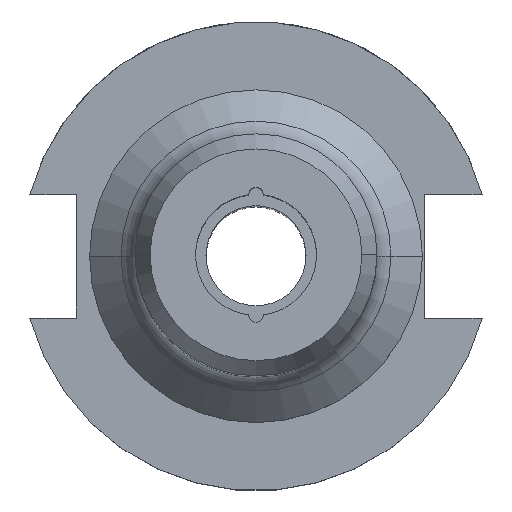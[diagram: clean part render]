
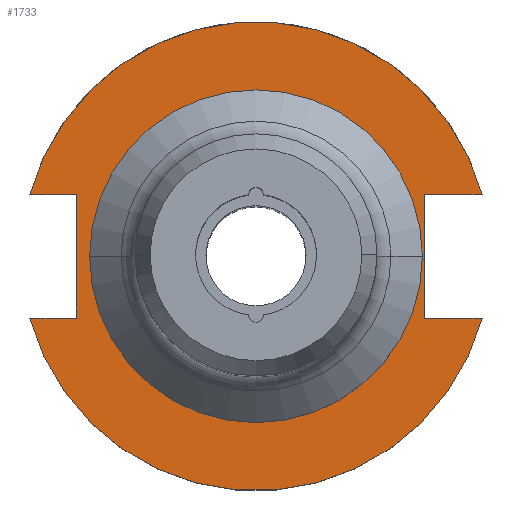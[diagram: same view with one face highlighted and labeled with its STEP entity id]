
A CAD part, top view. The second image highlights one B-rep face of the part: STEP entity #1733.
In plain terms, the highlighted planar face has unit normal (0, 0, 1).
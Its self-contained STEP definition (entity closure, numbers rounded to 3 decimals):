
#6 = DIRECTION ( 'NONE',  ( -1., 0., 0. ) ) ;
#11 = DIRECTION ( 'NONE',  ( 0., -1., 0. ) ) ;
#21 = DIRECTION ( 'NONE',  ( 0., 0., -1. ) ) ;
#26 = CIRCLE ( 'NONE', #1500, 34.925 ) ;
#68 = DIRECTION ( 'NONE',  ( 0., -1., 0. ) ) ;
#136 = PLANE ( 'NONE',  #1800 ) ;
#165 = VERTEX_POINT ( 'NONE', #790 ) ;
#175 = CARTESIAN_POINT ( 'NONE',  ( -48.047, -49.803, 19.05 ) ) ;
#214 = CARTESIAN_POINT ( 'NONE',  ( -37.719, -12.954, 19.05 ) ) ;
#403 = EDGE_LOOP ( 'NONE', ( #1287, #2123, #818, #1137, #1081, #1913, #1862, #557 ) ) ;
#407 = VECTOR ( 'NONE', #6, 1000. ) ;
#410 = LINE ( 'NONE', #1388, #1178 ) ;
#436 = AXIS2_PLACEMENT_3D ( 'NONE', #1813, #1807, #1634 ) ;
#462 = VECTOR ( 'NONE', #1840, 1000. ) ;
#513 = CARTESIAN_POINT ( 'NONE',  ( 0., 0., 19.05 ) ) ;
#520 = ORIENTED_EDGE ( 'NONE', *, *, #1752, .T. ) ;
#554 = CARTESIAN_POINT ( 'NONE',  ( 0., 12.954, 19.05 ) ) ;
#557 = ORIENTED_EDGE ( 'NONE', *, *, #1514, .T. ) ;
#564 = AXIS2_PLACEMENT_3D ( 'NONE', #814, #794, #713 ) ;
#572 = VECTOR ( 'NONE', #1743, 1000. ) ;
#632 = CARTESIAN_POINT ( 'NONE',  ( 0., -12.954, 19.05 ) ) ;
#693 = VERTEX_POINT ( 'NONE', #1633 ) ;
#713 = DIRECTION ( 'NONE',  ( 1., 0., 0. ) ) ;
#722 = DIRECTION ( 'NONE',  ( 1., 0., 0. ) ) ;
#764 = EDGE_CURVE ( 'NONE', #1674, #1261, #1405, .T. ) ;
#790 = CARTESIAN_POINT ( 'NONE',  ( -47.477, -12.954, 19.05 ) ) ;
#794 = DIRECTION ( 'NONE',  ( 0., 0., 1. ) ) ;
#814 = CARTESIAN_POINT ( 'NONE',  ( 0., 0., 19.05 ) ) ;
#818 = ORIENTED_EDGE ( 'NONE', *, *, #1527, .T. ) ;
#853 = LINE ( 'NONE', #632, #407 ) ;
#862 = CARTESIAN_POINT ( 'NONE',  ( 0., -12.954, 19.05 ) ) ;
#907 = DIRECTION ( 'NONE',  ( 0., 1., 0. ) ) ;
#935 = VERTEX_POINT ( 'NONE', #2092 ) ;
#960 = ORIENTED_EDGE ( 'NONE', *, *, #1142, .T. ) ;
#971 = CARTESIAN_POINT ( 'NONE',  ( 47.477, 12.954, 19.05 ) ) ;
#1036 = EDGE_CURVE ( 'NONE', #1350, #1423, #1054, .T. ) ;
#1050 = DIRECTION ( 'NONE',  ( 0., 0., -1. ) ) ;
#1054 = LINE ( 'NONE', #1235, #572 ) ;
#1065 = VERTEX_POINT ( 'NONE', #1893 ) ;
#1068 = CARTESIAN_POINT ( 'NONE',  ( 0., 34.925, 19.05 ) ) ;
#1081 = ORIENTED_EDGE ( 'NONE', *, *, #1188, .T. ) ;
#1137 = ORIENTED_EDGE ( 'NONE', *, *, #1722, .T. ) ;
#1142 = EDGE_CURVE ( 'NONE', #1239, #1065, #26, .T. ) ;
#1146 = CIRCLE ( 'NONE', #436, 49.213 ) ;
#1177 = VECTOR ( 'NONE', #722, 1000. ) ;
#1178 = VECTOR ( 'NONE', #907, 1000. ) ;
#1188 = EDGE_CURVE ( 'NONE', #2130, #693, #410, .T. ) ;
#1235 = CARTESIAN_POINT ( 'NONE',  ( -37.719, 0., 19.05 ) ) ;
#1239 = VERTEX_POINT ( 'NONE', #1068 ) ;
#1261 = VERTEX_POINT ( 'NONE', #1568 ) ;
#1273 = FACE_OUTER_BOUND ( 'NONE', #403, .T. ) ;
#1287 = ORIENTED_EDGE ( 'NONE', *, *, #1036, .T. ) ;
#1350 = VERTEX_POINT ( 'NONE', #1683 ) ;
#1388 = CARTESIAN_POINT ( 'NONE',  ( 35.306, 0., 19.05 ) ) ;
#1405 = CIRCLE ( 'NONE', #564, 49.213 ) ;
#1423 = VERTEX_POINT ( 'NONE', #214 ) ;
#1500 = AXIS2_PLACEMENT_3D ( 'NONE', #2043, #1050, #68 ) ;
#1514 = EDGE_CURVE ( 'NONE', #1261, #1350, #2036, .T. ) ;
#1527 = EDGE_CURVE ( 'NONE', #165, #935, #1146, .T. ) ;
#1568 = CARTESIAN_POINT ( 'NONE',  ( -47.477, 12.954, 19.05 ) ) ;
#1588 = VECTOR ( 'NONE', #1970, 1000. ) ;
#1633 = CARTESIAN_POINT ( 'NONE',  ( 35.306, 12.954, 19.05 ) ) ;
#1634 = DIRECTION ( 'NONE',  ( 1., 0., 0. ) ) ;
#1660 = FACE_BOUND ( 'NONE', #1698, .T. ) ;
#1663 = LINE ( 'NONE', #554, #1177 ) ;
#1674 = VERTEX_POINT ( 'NONE', #971 ) ;
#1683 = CARTESIAN_POINT ( 'NONE',  ( -37.719, 12.954, 19.05 ) ) ;
#1698 = EDGE_LOOP ( 'NONE', ( #520, #960 ) ) ;
#1722 = EDGE_CURVE ( 'NONE', #935, #2130, #853, .T. ) ;
#1733 = ADVANCED_FACE ( 'NONE', ( #1660, #1273 ), #136, .T. ) ;
#1743 = DIRECTION ( 'NONE',  ( 0., -1., 0. ) ) ;
#1752 = EDGE_CURVE ( 'NONE', #1065, #1239, #1770, .T. ) ;
#1770 = CIRCLE ( 'NONE', #1908, 34.925 ) ;
#1772 = LINE ( 'NONE', #862, #462 ) ;
#1800 = AXIS2_PLACEMENT_3D ( 'NONE', #175, #1946, #1938 ) ;
#1807 = DIRECTION ( 'NONE',  ( 0., 0., 1. ) ) ;
#1813 = CARTESIAN_POINT ( 'NONE',  ( 0., 0., 19.05 ) ) ;
#1821 = CARTESIAN_POINT ( 'NONE',  ( 0., 12.954, 19.05 ) ) ;
#1840 = DIRECTION ( 'NONE',  ( -1., 0., 0. ) ) ;
#1862 = ORIENTED_EDGE ( 'NONE', *, *, #764, .T. ) ;
#1875 = CARTESIAN_POINT ( 'NONE',  ( 35.306, -12.954, 19.05 ) ) ;
#1893 = CARTESIAN_POINT ( 'NONE',  ( 0., -34.925, 19.05 ) ) ;
#1908 = AXIS2_PLACEMENT_3D ( 'NONE', #513, #21, #11 ) ;
#1913 = ORIENTED_EDGE ( 'NONE', *, *, #2113, .T. ) ;
#1938 = DIRECTION ( 'NONE',  ( 1., 0., 0. ) ) ;
#1946 = DIRECTION ( 'NONE',  ( 0., 0., 1. ) ) ;
#1970 = DIRECTION ( 'NONE',  ( 1., 0., 0. ) ) ;
#2036 = LINE ( 'NONE', #1821, #1588 ) ;
#2038 = EDGE_CURVE ( 'NONE', #1423, #165, #1772, .T. ) ;
#2043 = CARTESIAN_POINT ( 'NONE',  ( 0., 0., 19.05 ) ) ;
#2092 = CARTESIAN_POINT ( 'NONE',  ( 47.477, -12.954, 19.05 ) ) ;
#2113 = EDGE_CURVE ( 'NONE', #693, #1674, #1663, .T. ) ;
#2123 = ORIENTED_EDGE ( 'NONE', *, *, #2038, .T. ) ;
#2130 = VERTEX_POINT ( 'NONE', #1875 ) ;
